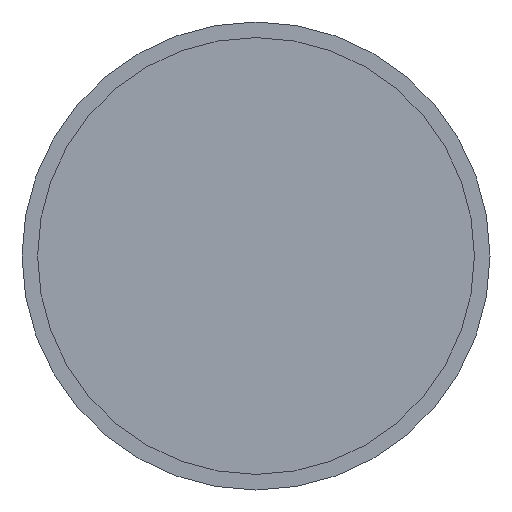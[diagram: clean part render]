
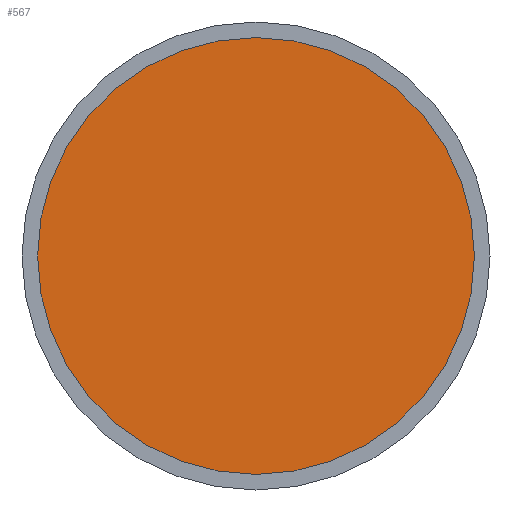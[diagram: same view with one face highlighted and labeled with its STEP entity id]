
A CAD part, front view. The second image highlights one B-rep face of the part: STEP entity #567.
In plain terms, the highlighted planar face has unit normal (0, -1, 0).
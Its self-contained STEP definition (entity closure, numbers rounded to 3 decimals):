
#103=FACE_OUTER_BOUND('',#144,.T.);
#144=EDGE_LOOP('',(#372));
#194=CIRCLE('',#631,14.);
#242=VERTEX_POINT('',#920);
#292=EDGE_CURVE('',#242,#242,#194,.T.);
#372=ORIENTED_EDGE('',*,*,#292,.T.);
#509=PLANE('',#633);
#567=ADVANCED_FACE('',(#103),#509,.T.);
#631=AXIS2_PLACEMENT_3D('',#921,#728,#729);
#633=AXIS2_PLACEMENT_3D('',#925,#733,#734);
#728=DIRECTION('center_axis',(0.,-1.,0.));
#729=DIRECTION('ref_axis',(1.,0.,0.));
#733=DIRECTION('center_axis',(0.,-1.,0.));
#734=DIRECTION('ref_axis',(0.,0.,-1.));
#920=CARTESIAN_POINT('',(-14.,-7.,0.));
#921=CARTESIAN_POINT('Origin',(0.,-7.,0.));
#925=CARTESIAN_POINT('Origin',(7.,-7.,0.));
